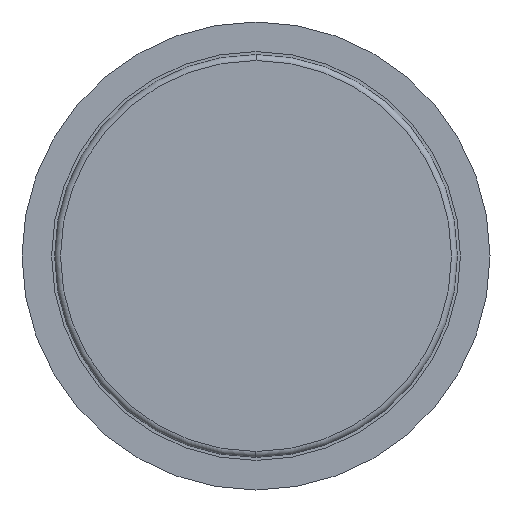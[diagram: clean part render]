
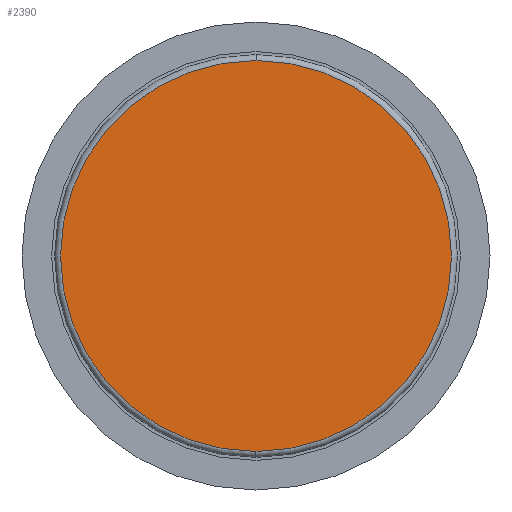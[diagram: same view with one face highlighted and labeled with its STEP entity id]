
A CAD part, front view. The second image highlights one B-rep face of the part: STEP entity #2390.
In plain terms, the highlighted planar face has unit normal (0, -1, 0).
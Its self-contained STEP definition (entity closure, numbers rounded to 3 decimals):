
#288 = FACE_OUTER_BOUND ( 'NONE', #1416, .T. ) ;
#408 = CARTESIAN_POINT ( 'NONE',  ( 0., 0., -33. ) ) ;
#409 = DIRECTION ( 'NONE',  ( 0., -1., 0. ) ) ;
#462 = ORIENTED_EDGE ( 'NONE', *, *, #2486, .T. ) ;
#621 = VERTEX_POINT ( 'NONE', #408 ) ;
#652 = DIRECTION ( 'NONE',  ( 0., 0., 1. ) ) ;
#665 = DIRECTION ( 'NONE',  ( 0., 0., 1. ) ) ;
#1040 = CIRCLE ( 'NONE', #1141, 33. ) ;
#1131 = DIRECTION ( 'NONE',  ( 0., -1., 0. ) ) ;
#1141 = AXIS2_PLACEMENT_3D ( 'NONE', #2643, #409, #652 ) ;
#1144 = CARTESIAN_POINT ( 'NONE',  ( 0., 0., 33. ) ) ;
#1416 = EDGE_LOOP ( 'NONE', ( #462, #2357 ) ) ;
#1435 = CARTESIAN_POINT ( 'NONE',  ( 0., 0., 0. ) ) ;
#1562 = CIRCLE ( 'NONE', #2409, 33. ) ;
#1821 = AXIS2_PLACEMENT_3D ( 'NONE', #2574, #2306, #2803 ) ;
#2151 = EDGE_CURVE ( 'NONE', #621, #3248, #1040, .T. ) ;
#2306 = DIRECTION ( 'NONE',  ( 0., -1., 0. ) ) ;
#2357 = ORIENTED_EDGE ( 'NONE', *, *, #2151, .T. ) ;
#2390 = ADVANCED_FACE ( 'NONE', ( #288 ), #2817, .T. ) ;
#2409 = AXIS2_PLACEMENT_3D ( 'NONE', #1435, #1131, #665 ) ;
#2486 = EDGE_CURVE ( 'NONE', #3248, #621, #1562, .T. ) ;
#2574 = CARTESIAN_POINT ( 'NONE',  ( -33.366, 0., -33. ) ) ;
#2643 = CARTESIAN_POINT ( 'NONE',  ( 0., 0., 0. ) ) ;
#2803 = DIRECTION ( 'NONE',  ( 1., 0., 0. ) ) ;
#2817 = PLANE ( 'NONE',  #1821 ) ;
#3248 = VERTEX_POINT ( 'NONE', #1144 ) ;
